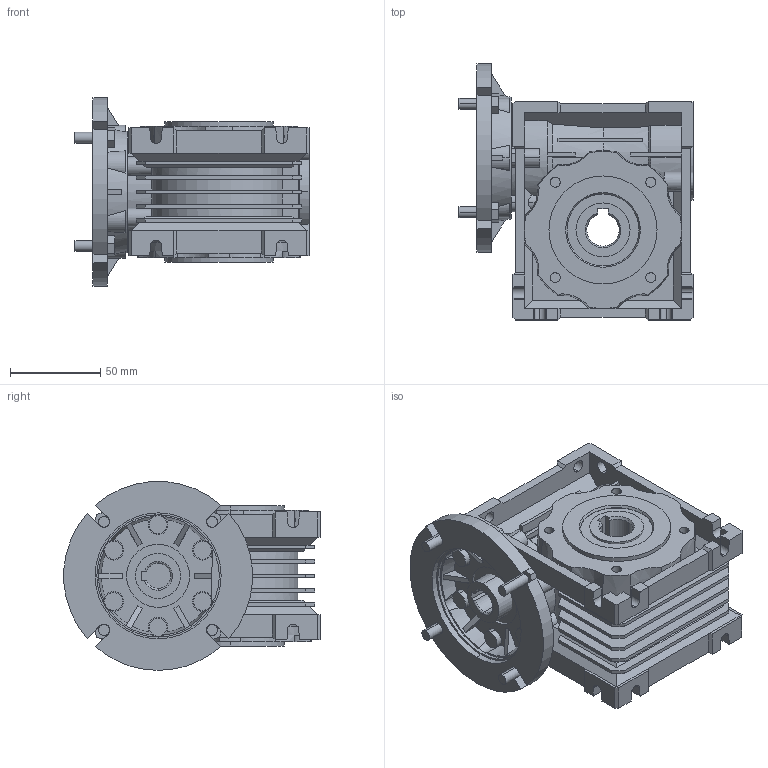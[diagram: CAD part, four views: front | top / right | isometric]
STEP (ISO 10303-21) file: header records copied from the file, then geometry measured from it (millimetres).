
FILE_DESCRIPTION (( 'STEP AP214' ), '1' );
FILE_NAME ('PMRV040_71_B14.STEP', '2018-05-29T09:55:22', ( 'admin' ), ( '' ), 'SwSTEP 2.0', 'SolidWorks 2018', '' );
FILE_SCHEMA (( 'AUTOMOTIVE_DESIGN' ));
Length unit declared in the file: millimetre
Products named in the file (1): PMRV040_71_B14
Bounding box: 130 x 142.33 x 104.83 mm (x, y, z)
Volume: 700616.3 mm3; surface area: 166641.9 mm2
Topology: 6 solids, 6 shells, 875 faces, 2352 edges, 1524 vertices
Faces by surface type: plane 534, cylinder 258, cone 76, bspline 7
Entity records: 28679 total; most frequent: CARTESIAN_POINT 6535, ORIENTED_EDGE 4704, DIRECTION 4582, EDGE_CURVE 2352, AXIS2_PLACEMENT_3D 1619, VERTEX_POINT 1524, LINE 1344, VECTOR 1344
